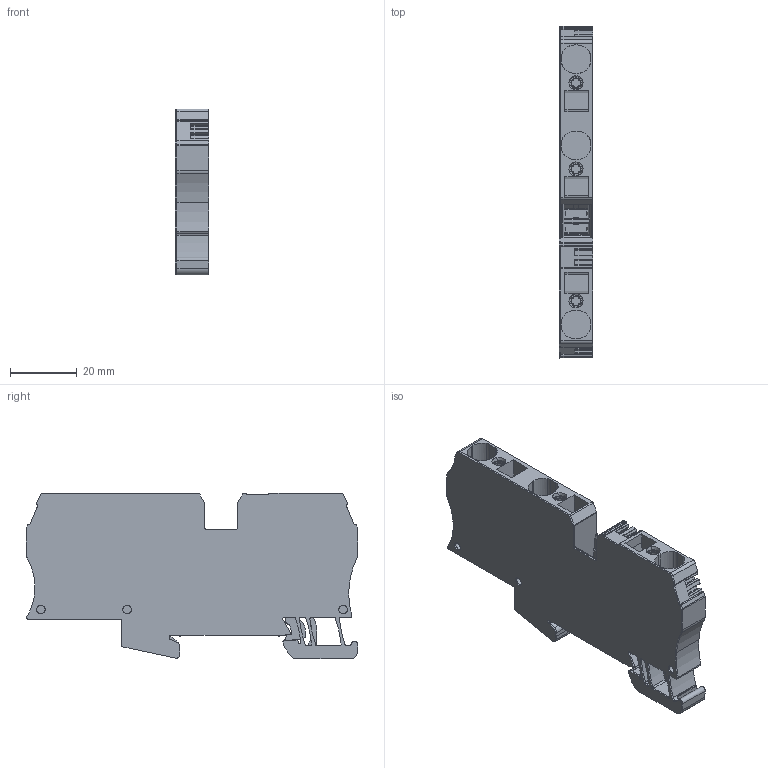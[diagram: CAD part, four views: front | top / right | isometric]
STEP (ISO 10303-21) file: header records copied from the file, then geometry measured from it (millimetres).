
FILE_DESCRIPTION(('CATIA V5 STEP Exchange','CAx-IF Rec.Pracs.--- Model Styling and Organization---1.5--- 2016-08-15','CAx-IF Rec.Pracs.---Supplemental Geometry---1.0---2011-11-01','CAx-IF Rec.Pracs.--- Composite Materials ---1.1---2010-07-15'),'2;1');
FILE_NAME ('020825-4_0', '2025-09-19T07:50:48+00:00', ('none'), ('Weidmueller'), 'CATIA Version 5-6 Release 2024 SP4', 'CATIA V5 STEP AP214 v3', 'none');
FILE_SCHEMA(('AUTOMOTIVE_DESIGN { 1 0 10303 214 1 1 1 1 }'));
Length unit declared in the file: millimetre
Products named in the file (1): 29571_ZPE_10-3AN_AllCATPart
Bounding box: 10 x 99.08 x 49.56 mm (x, y, z)
Volume: 35235.7 mm3; surface area: 22568.6 mm2
Topology: 7 solids, 7 shells, 614 faces, 1720 edges, 1136 vertices
Faces by surface type: plane 352, cylinder 239, cone 23
Entity records: 19166 total; most frequent: CARTESIAN_POINT 3911, ORIENTED_EDGE 3440, DIRECTION 2638, EDGE_CURVE 1720, VECTOR 1189, LINE 1189, VERTEX_POINT 1136, AXIS2_PLACEMENT_3D 957
